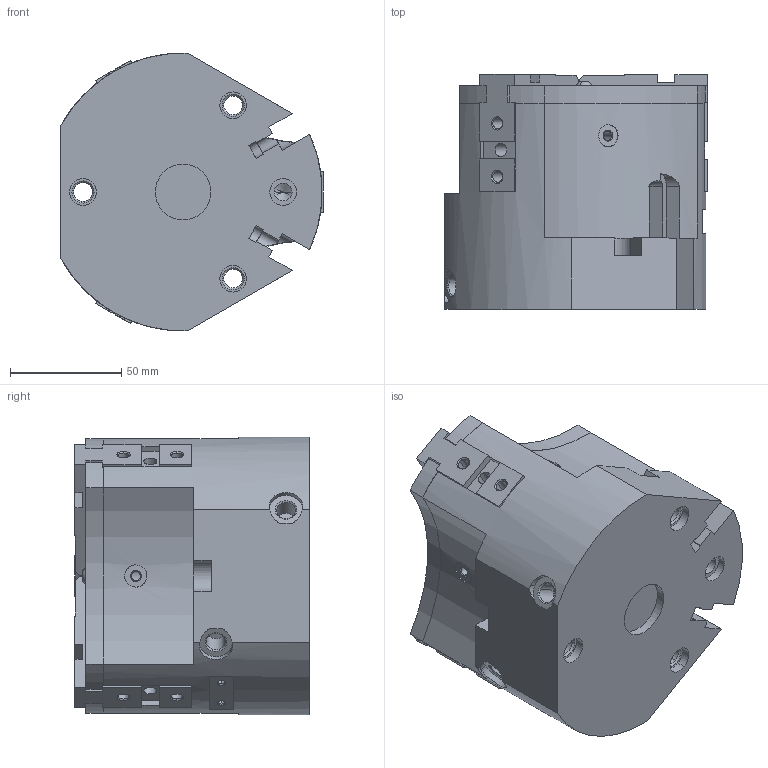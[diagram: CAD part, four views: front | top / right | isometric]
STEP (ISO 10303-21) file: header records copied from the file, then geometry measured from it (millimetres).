
FILE_DESCRIPTION( ( '' ), '1' );
FILE_NAME( 'ope125_3_oe875pfe_0_2_14a.stp', '2010-10-25T13:18:40', ( '' ), ( '' ), ' ', ' ', ' ' );
FILE_SCHEMA( ( 'automotive_design' ) );
Length unit declared in the file: millimetre
Products named in the file (4): 1; 2; 3; 4
Bounding box: 118 x 105.5 x 124.95 mm (x, y, z)
Volume: 898199.7 mm3; surface area: 137521.2 mm2
Topology: 4 solids, 4 shells, 447 faces, 1181 edges, 733 vertices
Faces by surface type: plane 211, cylinder 136, cone 94, torus 6
Entity records: 27107 total; most frequent: CARTESIAN_POINT 2986, DIRECTION 2369, STYLED_ITEM 2319, PRESENTATION_STYLE_ASSIGNMENT 2319, COLOUR_RGB 2319, ORIENTED_EDGE 2270, EDGE_CURVE 1135, CURVE_STYLE 1135
